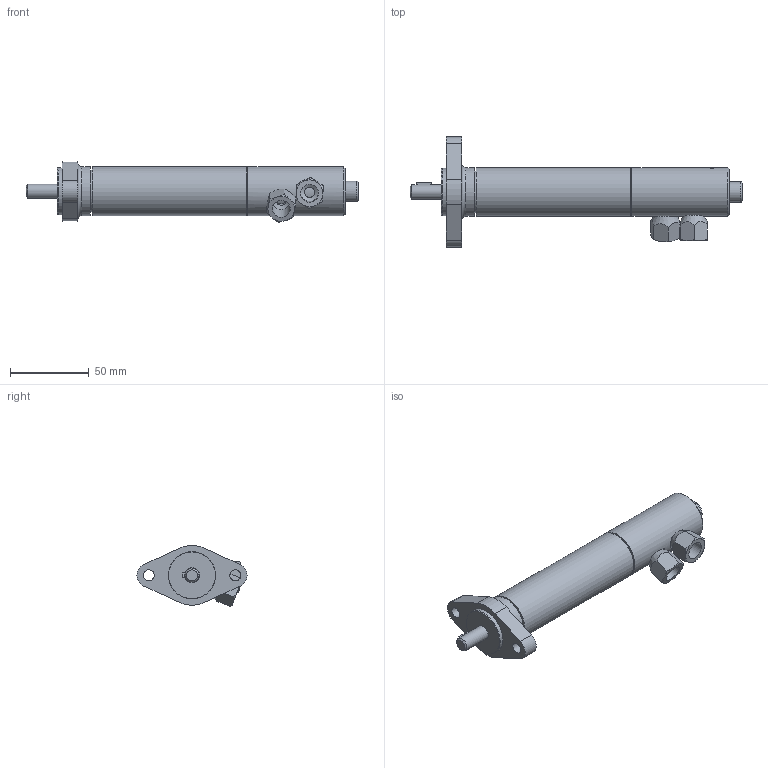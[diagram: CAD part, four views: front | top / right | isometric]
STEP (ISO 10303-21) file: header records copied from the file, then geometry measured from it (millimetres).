
FILE_DESCRIPTION((''),'2;1');
FILE_NAME('MU 9-165_48100715.stp','2008-06-11T11:22:27',('basyouni'),(''),'Autodesk Inventor 2008','Autodesk Inventor 2008','');
FILE_SCHEMA(('AUTOMOTIVE_DESIGN { 1 0 10303 214 1 1 1 1 }'));
Length unit declared in the file: millimetre
Products named in the file (1): MU 9-165_48100715
Bounding box: 211.1 x 70 x 38.73 mm (x, y, z)
Volume: 153113.9 mm3; surface area: 31486.9 mm2
Topology: 1 solids, 10 shells, 150 faces, 328 edges, 210 vertices
Faces by surface type: plane 69, cylinder 49, cone 18, bspline 13, torus 1
Full cylindrical faces by diameter (mm): 2.8 x1, 8 x1, 9 x1, 10 x1, 13 x1, 26.789 x2, 28 x1, 30 x1, 31 x3
Entity records: 4461 total; most frequent: CARTESIAN_POINT 1309, DIRECTION 629, ORIENTED_EDGE 556, EDGE_CURVE 278, AXIS2_PLACEMENT_3D 269, EDGE_LOOP 205, VERTEX_POINT 193, FACE_OUTER_BOUND 150
